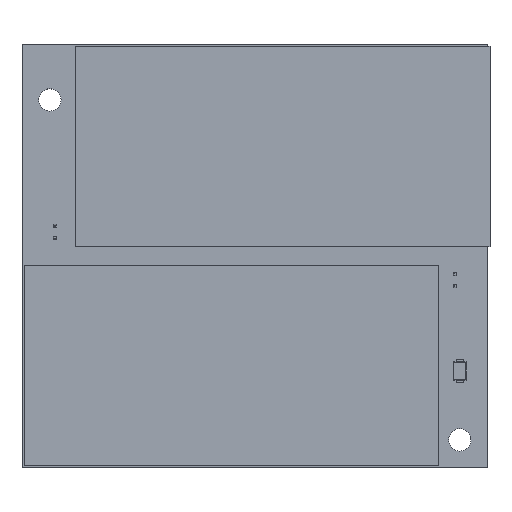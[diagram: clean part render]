
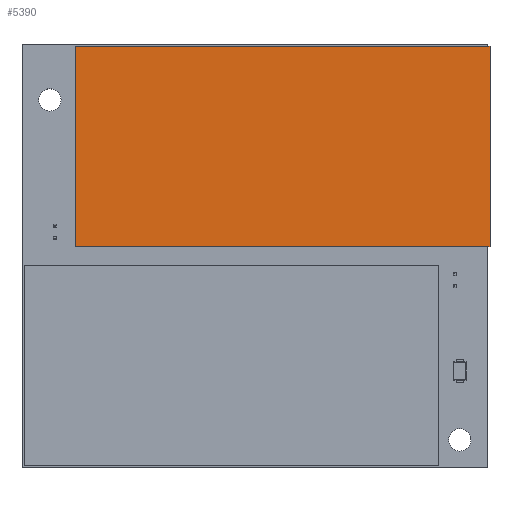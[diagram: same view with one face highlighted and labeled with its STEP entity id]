
A CAD part, top view. The second image highlights one B-rep face of the part: STEP entity #5390.
In plain terms, the highlighted face is planar.
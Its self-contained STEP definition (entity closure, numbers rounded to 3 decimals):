
#5300 = VERTEX_POINT('',#5301);
#5301 = CARTESIAN_POINT('',(-22.25,1.8,-10.75));
#5307 = EDGE_CURVE('',#5300,#5308,#5310,.T.);
#5308 = VERTEX_POINT('',#5309);
#5309 = CARTESIAN_POINT('',(-22.25,1.8,10.75));
#5310 = LINE('',#5311,#5312);
#5311 = CARTESIAN_POINT('',(-22.25,1.8,-10.75));
#5312 = VECTOR('',#5313,1.);
#5313 = DIRECTION('',(0.,0.,1.));
#5331 = VERTEX_POINT('',#5332);
#5332 = CARTESIAN_POINT('',(22.25,1.8,-10.75));
#5338 = EDGE_CURVE('',#5331,#5300,#5339,.T.);
#5339 = LINE('',#5340,#5341);
#5340 = CARTESIAN_POINT('',(22.25,1.8,-10.75));
#5341 = VECTOR('',#5342,1.);
#5342 = DIRECTION('',(-1.,0.,0.));
#5355 = VERTEX_POINT('',#5356);
#5356 = CARTESIAN_POINT('',(22.25,1.8,10.75));
#5362 = EDGE_CURVE('',#5355,#5331,#5363,.T.);
#5363 = LINE('',#5364,#5365);
#5364 = CARTESIAN_POINT('',(22.25,1.8,10.75));
#5365 = VECTOR('',#5366,1.);
#5366 = DIRECTION('',(0.,0.,-1.));
#5379 = EDGE_CURVE('',#5308,#5355,#5380,.T.);
#5380 = LINE('',#5381,#5382);
#5381 = CARTESIAN_POINT('',(-22.25,1.8,10.75));
#5382 = VECTOR('',#5383,1.);
#5383 = DIRECTION('',(1.,0.,0.));
#5390 = ADVANCED_FACE('',(#5391),#5397,.T.);
#5391 = FACE_BOUND('',#5392,.F.);
#5392 = EDGE_LOOP('',(#5393,#5394,#5395,#5396));
#5393 = ORIENTED_EDGE('',*,*,#5307,.F.);
#5394 = ORIENTED_EDGE('',*,*,#5338,.F.);
#5395 = ORIENTED_EDGE('',*,*,#5362,.F.);
#5396 = ORIENTED_EDGE('',*,*,#5379,.F.);
#5397 = PLANE('',#5398);
#5398 = AXIS2_PLACEMENT_3D('',#5399,#5400,#5401);
#5399 = CARTESIAN_POINT('',(0.,1.8,0.));
#5400 = DIRECTION('',(0.,1.,0.));
#5401 = DIRECTION('',(1.,0.,0.));
